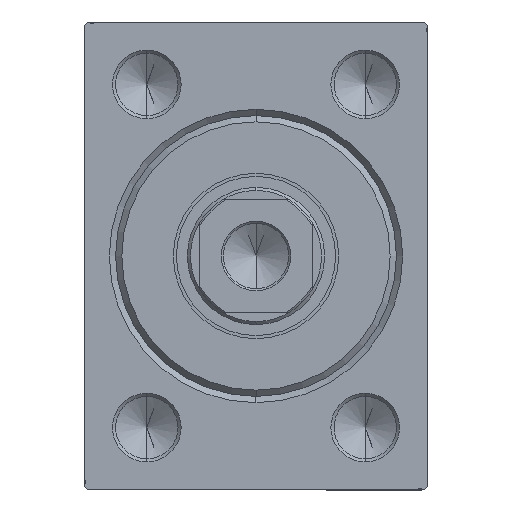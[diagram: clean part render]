
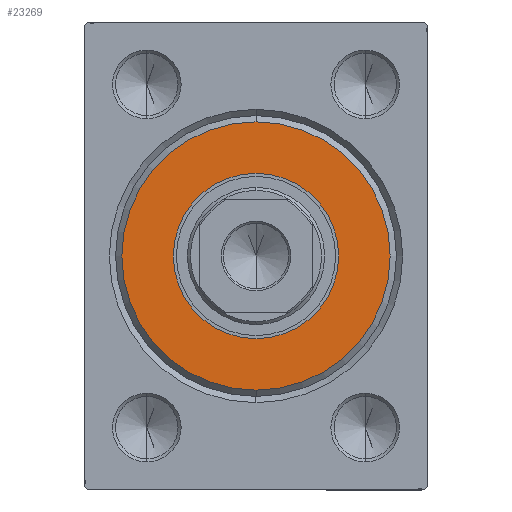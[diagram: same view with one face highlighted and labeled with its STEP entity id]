
A CAD part, left-side view. The second image highlights one B-rep face of the part: STEP entity #23269.
In plain terms, the highlighted face is planar.
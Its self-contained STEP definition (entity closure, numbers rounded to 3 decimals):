
#1066 = CARTESIAN_POINT ( 'NONE',  ( 3., 0., 0. ) ) ;
#2058 = AXIS2_PLACEMENT_3D ( 'NONE', #40932, #31490, #14460 ) ;
#2304 = AXIS2_PLACEMENT_3D ( 'NONE', #24039, #13725, #27395 ) ;
#3489 = CIRCLE ( 'NONE', #2058, 13.25 ) ;
#4077 = ORIENTED_EDGE ( 'NONE', *, *, #4247, .T. ) ;
#4247 = EDGE_CURVE ( 'NONE', #35046, #19253, #29138, .T. ) ;
#4273 = DIRECTION ( 'NONE',  ( 0., 0., -1. ) ) ;
#5768 = DIRECTION ( 'NONE',  ( 0., 0., -1. ) ) ;
#6989 = PLANE ( 'NONE',  #2304 ) ;
#8415 = EDGE_CURVE ( 'NONE', #38697, #8914, #3489, .T. ) ;
#8914 = VERTEX_POINT ( 'NONE', #20199 ) ;
#13725 = DIRECTION ( 'NONE',  ( 1., 0., 0. ) ) ;
#14460 = DIRECTION ( 'NONE',  ( 0., 0., -1. ) ) ;
#14761 = DIRECTION ( 'NONE',  ( 1., 0., 0. ) ) ;
#17958 = CARTESIAN_POINT ( 'NONE',  ( 3., 0., -21.5 ) ) ;
#18136 = CARTESIAN_POINT ( 'NONE',  ( 3., 0., 21.5 ) ) ;
#19253 = VERTEX_POINT ( 'NONE', #17958 ) ;
#19434 = EDGE_LOOP ( 'NONE', ( #36717, #40991 ) ) ;
#20199 = CARTESIAN_POINT ( 'NONE',  ( 3., 0., -13.25 ) ) ;
#20671 = FACE_OUTER_BOUND ( 'NONE', #26437, .T. ) ;
#20749 = DIRECTION ( 'NONE',  ( 1., 0., 0. ) ) ;
#23269 = ADVANCED_FACE ( 'NONE', ( #20671, #37273 ), #6989, .T. ) ;
#24039 = CARTESIAN_POINT ( 'NONE',  ( 3., 0., 0. ) ) ;
#24388 = ORIENTED_EDGE ( 'NONE', *, *, #27432, .T. ) ;
#26437 = EDGE_LOOP ( 'NONE', ( #4077, #24388 ) ) ;
#27395 = DIRECTION ( 'NONE',  ( 0., 0., -1. ) ) ;
#27432 = EDGE_CURVE ( 'NONE', #19253, #35046, #33895, .T. ) ;
#28752 = EDGE_CURVE ( 'NONE', #8914, #38697, #33957, .T. ) ;
#29138 = CIRCLE ( 'NONE', #34858, 21.5 ) ;
#31402 = DIRECTION ( 'NONE',  ( 1., 0., 0. ) ) ;
#31490 = DIRECTION ( 'NONE',  ( 1., 0., 0. ) ) ;
#33895 = CIRCLE ( 'NONE', #39642, 21.5 ) ;
#33957 = CIRCLE ( 'NONE', #37545, 13.25 ) ;
#34422 = DIRECTION ( 'NONE',  ( 0., 0., -1. ) ) ;
#34858 = AXIS2_PLACEMENT_3D ( 'NONE', #1066, #14761, #5768 ) ;
#35046 = VERTEX_POINT ( 'NONE', #18136 ) ;
#36717 = ORIENTED_EDGE ( 'NONE', *, *, #28752, .F. ) ;
#37273 = FACE_BOUND ( 'NONE', #19434, .T. ) ;
#37545 = AXIS2_PLACEMENT_3D ( 'NONE', #38812, #31402, #4273 ) ;
#38242 = CARTESIAN_POINT ( 'NONE',  ( 3., 0., 0. ) ) ;
#38697 = VERTEX_POINT ( 'NONE', #39569 ) ;
#38812 = CARTESIAN_POINT ( 'NONE',  ( 3., 0., 0. ) ) ;
#39569 = CARTESIAN_POINT ( 'NONE',  ( 3., 0., 13.25 ) ) ;
#39642 = AXIS2_PLACEMENT_3D ( 'NONE', #38242, #20749, #34422 ) ;
#40932 = CARTESIAN_POINT ( 'NONE',  ( 3., 0., 0. ) ) ;
#40991 = ORIENTED_EDGE ( 'NONE', *, *, #8415, .F. ) ;
